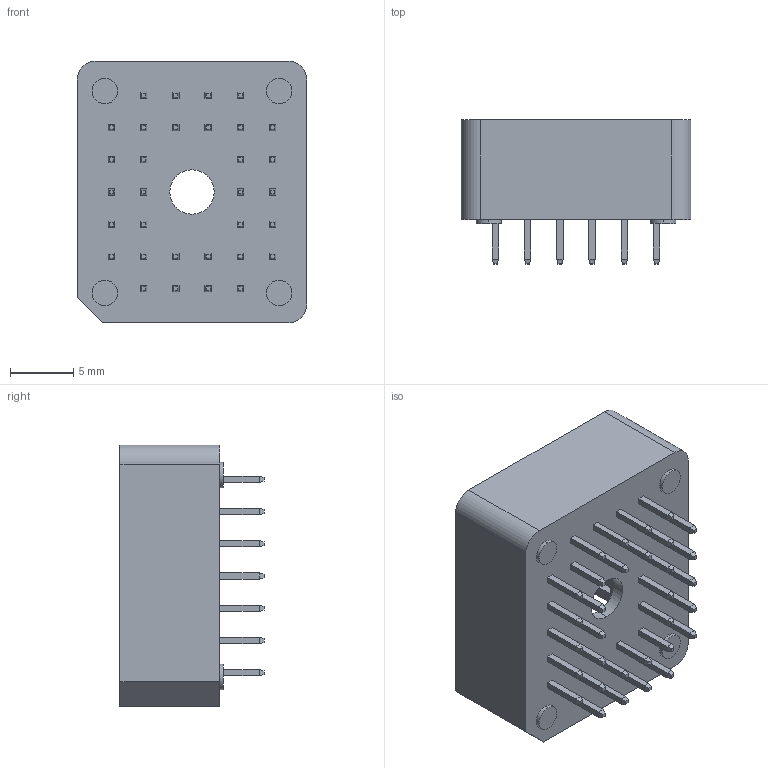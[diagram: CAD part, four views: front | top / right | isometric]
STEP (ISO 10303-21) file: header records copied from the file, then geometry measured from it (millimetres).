
FILE_DESCRIPTION (( 'STEP AP214' ), '1' );
FILE_NAME ('PLCC-32-R.STEP', '2023-08-31T11:48:07', ( '' ), ( '' ), 'SwSTEP 2.0', 'SolidWorks 2021', '' );
FILE_SCHEMA (( 'AUTOMOTIVE_DESIGN' ));
Length unit declared in the file: millimetre
Products named in the file (1): PLCC-32-R
Bounding box: 18.1 x 11.35 x 20.64 mm (x, y, z)
Volume: 1558.7 mm3; surface area: 4176.2 mm2
Topology: 65 solids, 65 shells, 778 faces, 1777 edges, 1141 vertices
Faces by surface type: plane 750, cylinder 28
Entity records: 21903 total; most frequent: CARTESIAN_POINT 3697, ORIENTED_EDGE 3554, DIRECTION 3391, EDGE_CURVE 1777, LINE 1721, VECTOR 1721, VERTEX_POINT 1141, AXIS2_PLACEMENT_3D 835
